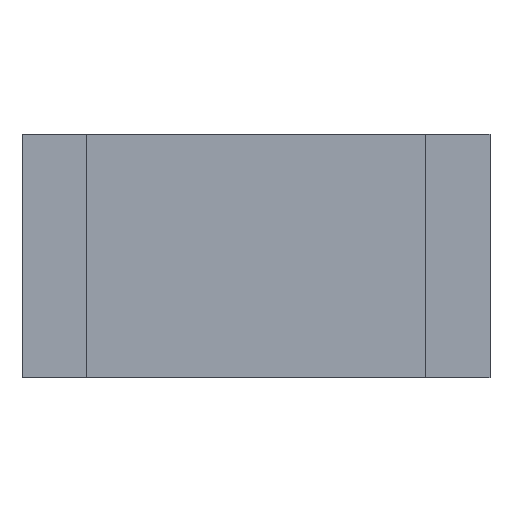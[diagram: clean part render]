
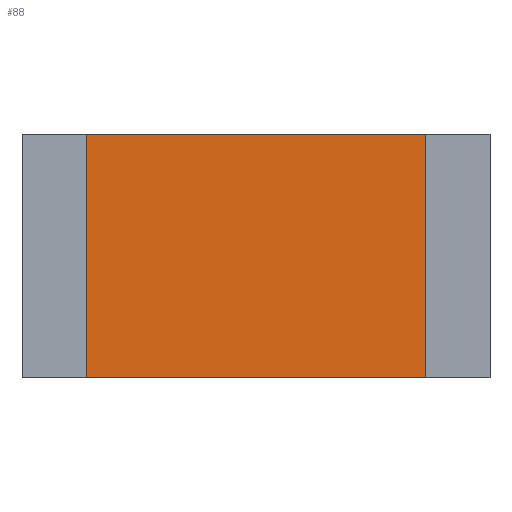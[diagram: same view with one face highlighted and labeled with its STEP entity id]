
A CAD part, front view. The second image highlights one B-rep face of the part: STEP entity #88.
In plain terms, the highlighted planar face has unit normal (0, -1, 0).
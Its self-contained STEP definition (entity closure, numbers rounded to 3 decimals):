
#82 = VECTOR ( 'NONE', #3255, 1000. ) ;
#88 = ADVANCED_FACE ( 'NONE', ( #3038 ), #2316, .T. ) ;
#306 = AXIS2_PLACEMENT_3D ( 'NONE', #1699, #630, #2779 ) ;
#594 = VECTOR ( 'NONE', #3105, 1000. ) ;
#630 = DIRECTION ( 'NONE',  ( 0., -1., 0. ) ) ;
#639 = EDGE_CURVE ( 'NONE', #1425, #1481, #1057, .T. ) ;
#861 = CARTESIAN_POINT ( 'NONE',  ( 0., 0., 0. ) ) ;
#978 = LINE ( 'NONE', #2830, #594 ) ;
#1057 = LINE ( 'NONE', #2128, #2118 ) ;
#1266 = VERTEX_POINT ( 'NONE', #2045 ) ;
#1333 = CARTESIAN_POINT ( 'NONE',  ( 4.968, 0., -2.65 ) ) ;
#1425 = VERTEX_POINT ( 'NONE', #1826 ) ;
#1481 = VERTEX_POINT ( 'NONE', #861 ) ;
#1656 = ORIENTED_EDGE ( 'NONE', *, *, #1881, .T. ) ;
#1699 = CARTESIAN_POINT ( 'NONE',  ( 0., 0., -2.65 ) ) ;
#1826 = CARTESIAN_POINT ( 'NONE',  ( 0., 0., -2.65 ) ) ;
#1881 = EDGE_CURVE ( 'NONE', #2187, #1266, #2400, .T. ) ;
#2045 = CARTESIAN_POINT ( 'NONE',  ( 4.968, 0., 0. ) ) ;
#2118 = VECTOR ( 'NONE', #2419, 1000. ) ;
#2128 = CARTESIAN_POINT ( 'NONE',  ( 0., 0., -2.65 ) ) ;
#2187 = VERTEX_POINT ( 'NONE', #2712 ) ;
#2243 = DIRECTION ( 'NONE',  ( 1., 0., 0. ) ) ;
#2316 = PLANE ( 'NONE',  #306 ) ;
#2353 = VECTOR ( 'NONE', #2243, 1000. ) ;
#2368 = EDGE_CURVE ( 'NONE', #1425, #2187, #978, .T. ) ;
#2400 = LINE ( 'NONE', #1333, #82 ) ;
#2419 = DIRECTION ( 'NONE',  ( 0., 0., 1. ) ) ;
#2592 = CARTESIAN_POINT ( 'NONE',  ( 0., 0., 0. ) ) ;
#2616 = EDGE_CURVE ( 'NONE', #1481, #1266, #2850, .T. ) ;
#2712 = CARTESIAN_POINT ( 'NONE',  ( 4.968, 0., -2.65 ) ) ;
#2779 = DIRECTION ( 'NONE',  ( 0., 0., -1. ) ) ;
#2830 = CARTESIAN_POINT ( 'NONE',  ( 0., 0., -2.65 ) ) ;
#2833 = ORIENTED_EDGE ( 'NONE', *, *, #2368, .T. ) ;
#2850 = LINE ( 'NONE', #2592, #2353 ) ;
#2872 = ORIENTED_EDGE ( 'NONE', *, *, #639, .F. ) ;
#3034 = ORIENTED_EDGE ( 'NONE', *, *, #2616, .F. ) ;
#3038 = FACE_OUTER_BOUND ( 'NONE', #3456, .T. ) ;
#3105 = DIRECTION ( 'NONE',  ( 1., 0., 0. ) ) ;
#3255 = DIRECTION ( 'NONE',  ( 0., 0., 1. ) ) ;
#3456 = EDGE_LOOP ( 'NONE', ( #3034, #2872, #2833, #1656 ) ) ;
